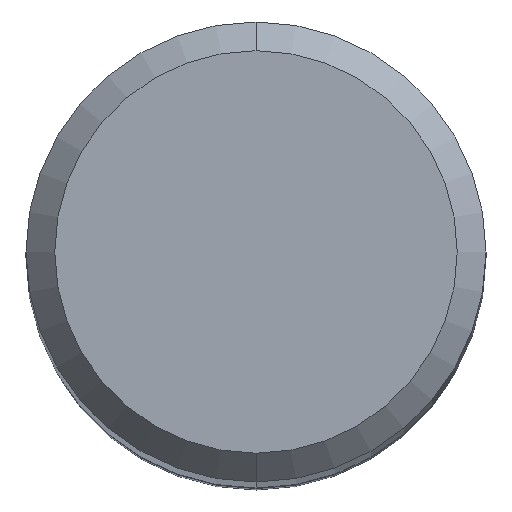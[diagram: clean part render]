
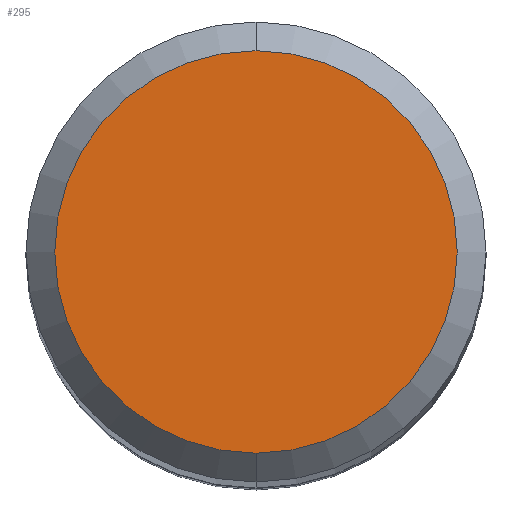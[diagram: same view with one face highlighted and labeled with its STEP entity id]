
A CAD part, top view. The second image highlights one B-rep face of the part: STEP entity #295.
In plain terms, the highlighted planar face has unit normal (0, 0, 1).
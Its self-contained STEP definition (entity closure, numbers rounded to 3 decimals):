
#175=EDGE_CURVE('',#323,#319,#409,.T.);
#205=EDGE_CURVE('',#319,#323,#440,.T.);
#295=ADVANCED_FACE('',(#548),#549,.T.);
#319=VERTEX_POINT('',#575);
#323=VERTEX_POINT('',#579);
#409=CIRCLE('',#677,2.8);
#440=CIRCLE('',#718,2.8);
#548=FACE_OUTER_BOUND('',#852,.T.);
#549=PLANE('',#853);
#575=CARTESIAN_POINT('',(0.0,2.8,0.0));
#579=CARTESIAN_POINT('',(0.,-2.8,0.0));
#677=AXIS2_PLACEMENT_3D('',#973,#974,#975);
#718=AXIS2_PLACEMENT_3D('',#1000,#1001,#1002);
#852=EDGE_LOOP('',(#1178,#1179));
#853=AXIS2_PLACEMENT_3D('',#1180,#1181,#1182);
#973=CARTESIAN_POINT('',(0.0,0.0,0.0));
#974=DIRECTION('',(0.0,0.0,-1.0));
#975=DIRECTION('',(0.0,1.0,0.0));
#1000=CARTESIAN_POINT('',(0.0,0.0,0.0));
#1001=DIRECTION('',(0.0,0.0,-1.0));
#1002=DIRECTION('',(0.0,1.0,0.0));
#1178=ORIENTED_EDGE('',*,*,#205,.F.);
#1179=ORIENTED_EDGE('',*,*,#175,.F.);
#1180=CARTESIAN_POINT('',(0.0,1.4,0.0));
#1181=DIRECTION('',(-0.0,0.0,1.0));
#1182=DIRECTION('',(0.0,-1.0,0.0));
